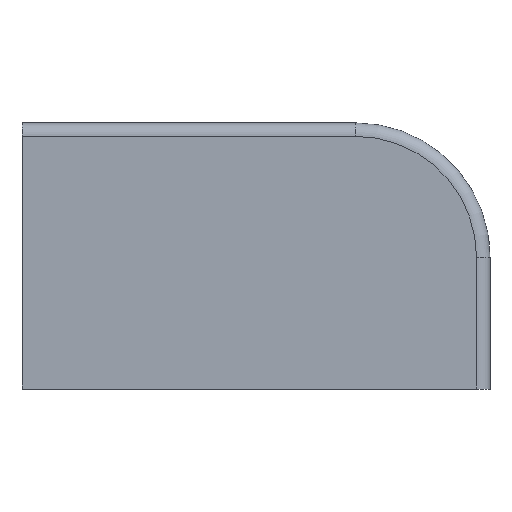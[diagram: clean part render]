
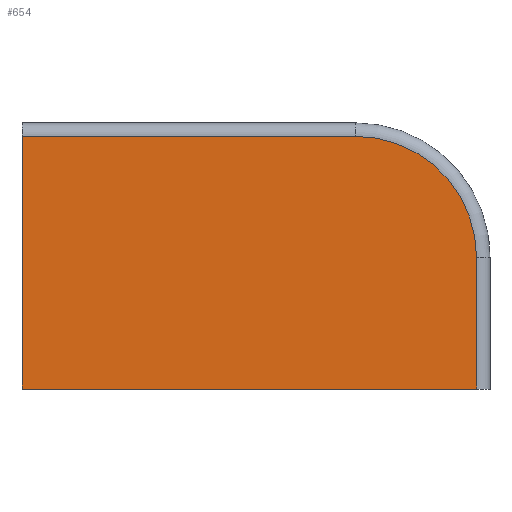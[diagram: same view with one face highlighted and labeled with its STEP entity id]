
A CAD part, top view. The second image highlights one B-rep face of the part: STEP entity #654.
In plain terms, the highlighted planar face has unit normal (0, 0, 1).
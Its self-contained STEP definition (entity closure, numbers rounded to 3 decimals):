
#654 = ADVANCED_FACE('',(#655),#669,.T.);
#655 = FACE_BOUND('',#656,.T.);
#656 = EDGE_LOOP('',(#657,#680,#696,#717,#733));
#657 = ORIENTED_EDGE('',*,*,#658,.F.);
#658 = EDGE_CURVE('',#659,#661,#663,.T.);
#659 = VERTEX_POINT('',#660);
#660 = CARTESIAN_POINT('',(168.9,0.,-0.5));
#661 = VERTEX_POINT('',#662);
#662 = CARTESIAN_POINT('',(0.,0.,-0.5));
#663 = SURFACE_CURVE('',#664,(#668),.PCURVE_S1.);
#664 = LINE('',#665,#666);
#665 = CARTESIAN_POINT('',(173.9,0.,-0.5));
#666 = VECTOR('',#667,1.);
#667 = DIRECTION('',(-1.,0.,0.));
#668 = PCURVE('',#669,#674);
#669 = PLANE('',#670);
#670 = AXIS2_PLACEMENT_3D('',#671,#672,#673);
#671 = CARTESIAN_POINT('',(0.,98.9,-0.5));
#672 = DIRECTION('',(-0.,0.,1.));
#673 = DIRECTION('',(0.869,-0.494,0.));
#674 = DEFINITIONAL_REPRESENTATION('',(#675),#679);
#675 = LINE('',#676,#677);
#676 = CARTESIAN_POINT('',(200.056,0.));
#677 = VECTOR('',#678,1.);
#678 = DIRECTION('',(-0.869,-0.494));
#679 = ( GEOMETRIC_REPRESENTATION_CONTEXT(2) 
PARAMETRIC_REPRESENTATION_CONTEXT() REPRESENTATION_CONTEXT('2D SPACE',''
  ) );
#680 = ORIENTED_EDGE('',*,*,#681,.F.);
#681 = EDGE_CURVE('',#682,#659,#684,.T.);
#682 = VERTEX_POINT('',#683);
#683 = CARTESIAN_POINT('',(168.9,48.9,-0.5));
#684 = SURFACE_CURVE('',#685,(#689),.PCURVE_S1.);
#685 = LINE('',#686,#687);
#686 = CARTESIAN_POINT('',(168.9,98.9,-0.5));
#687 = VECTOR('',#688,1.);
#688 = DIRECTION('',(0.,-1.,0.));
#689 = PCURVE('',#669,#690);
#690 = DEFINITIONAL_REPRESENTATION('',(#691),#695);
#691 = LINE('',#692,#693);
#692 = CARTESIAN_POINT('',(146.817,83.498));
#693 = VECTOR('',#694,1.);
#694 = DIRECTION('',(0.494,-0.869));
#695 = ( GEOMETRIC_REPRESENTATION_CONTEXT(2) 
PARAMETRIC_REPRESENTATION_CONTEXT() REPRESENTATION_CONTEXT('2D SPACE',''
  ) );
#696 = ORIENTED_EDGE('',*,*,#697,.F.);
#697 = EDGE_CURVE('',#698,#682,#700,.T.);
#698 = VERTEX_POINT('',#699);
#699 = CARTESIAN_POINT('',(123.9,93.9,-0.5));
#700 = SURFACE_CURVE('',#701,(#706),.PCURVE_S1.);
#701 = CIRCLE('',#702,45.);
#702 = AXIS2_PLACEMENT_3D('',#703,#704,#705);
#703 = CARTESIAN_POINT('',(123.9,48.9,-0.5));
#704 = DIRECTION('',(0.,0.,-1.));
#705 = DIRECTION('',(0.,1.,-0.));
#706 = PCURVE('',#669,#707);
#707 = DEFINITIONAL_REPRESENTATION('',(#708),#716);
#708 = ( BOUNDED_CURVE() B_SPLINE_CURVE(2,(#709,#710,#711,#712,#713,#714
,#715),.UNSPECIFIED.,.T.,.F.) B_SPLINE_CURVE_WITH_KNOTS((1,2,2,2,2,1),(
    -2.094,0.,2.094,4.189,6.283,
8.378),.UNSPECIFIED.) CURVE() GEOMETRIC_REPRESENTATION_ITEM() 
RATIONAL_B_SPLINE_CURVE((1.,0.5,1.,0.5,1.,0.5,1.)) REPRESENTATION_ITEM(
  '') );
#709 = CARTESIAN_POINT('',(110.173,56.905));
#710 = CARTESIAN_POINT('',(177.925,95.437));
#711 = CARTESIAN_POINT('',(177.418,17.496));
#712 = CARTESIAN_POINT('',(176.911,-60.445));
#713 = CARTESIAN_POINT('',(109.666,-21.036));
#714 = CARTESIAN_POINT('',(42.421,18.373));
#715 = CARTESIAN_POINT('',(110.173,56.905));
#716 = ( GEOMETRIC_REPRESENTATION_CONTEXT(2) 
PARAMETRIC_REPRESENTATION_CONTEXT() REPRESENTATION_CONTEXT('2D SPACE',''
  ) );
#717 = ORIENTED_EDGE('',*,*,#718,.F.);
#718 = EDGE_CURVE('',#719,#698,#721,.T.);
#719 = VERTEX_POINT('',#720);
#720 = CARTESIAN_POINT('',(0.,93.9,-0.5));
#721 = SURFACE_CURVE('',#722,(#726),.PCURVE_S1.);
#722 = LINE('',#723,#724);
#723 = CARTESIAN_POINT('',(0.,93.9,-0.5));
#724 = VECTOR('',#725,1.);
#725 = DIRECTION('',(1.,0.,0.));
#726 = PCURVE('',#669,#727);
#727 = DEFINITIONAL_REPRESENTATION('',(#728),#732);
#728 = LINE('',#729,#730);
#729 = CARTESIAN_POINT('',(2.472,-4.346));
#730 = VECTOR('',#731,1.);
#731 = DIRECTION('',(0.869,0.494));
#732 = ( GEOMETRIC_REPRESENTATION_CONTEXT(2) 
PARAMETRIC_REPRESENTATION_CONTEXT() REPRESENTATION_CONTEXT('2D SPACE',''
  ) );
#733 = ORIENTED_EDGE('',*,*,#734,.F.);
#734 = EDGE_CURVE('',#661,#719,#735,.T.);
#735 = SURFACE_CURVE('',#736,(#740),.PCURVE_S1.);
#736 = LINE('',#737,#738);
#737 = CARTESIAN_POINT('',(0.,0.,-0.5));
#738 = VECTOR('',#739,1.);
#739 = DIRECTION('',(0.,1.,0.));
#740 = PCURVE('',#669,#741);
#741 = DEFINITIONAL_REPRESENTATION('',(#742),#746);
#742 = LINE('',#743,#744);
#743 = CARTESIAN_POINT('',(48.892,-85.969));
#744 = VECTOR('',#745,1.);
#745 = DIRECTION('',(-0.494,0.869));
#746 = ( GEOMETRIC_REPRESENTATION_CONTEXT(2) 
PARAMETRIC_REPRESENTATION_CONTEXT() REPRESENTATION_CONTEXT('2D SPACE',''
  ) );
